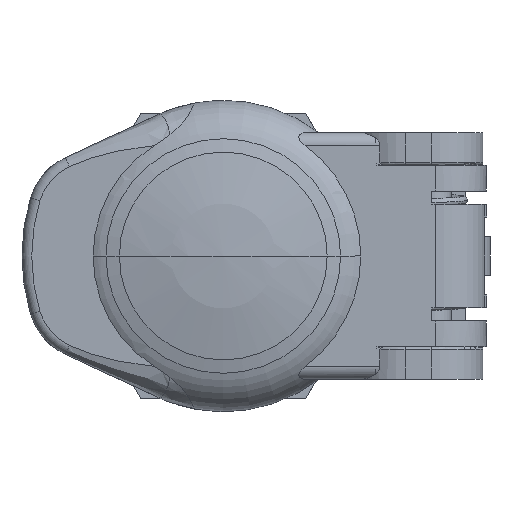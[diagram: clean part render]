
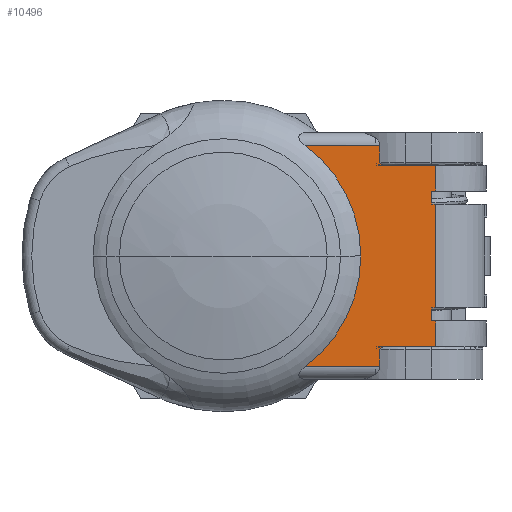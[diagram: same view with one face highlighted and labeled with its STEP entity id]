
A CAD part, front view. The second image highlights one B-rep face of the part: STEP entity #10496.
In plain terms, the highlighted planar face has unit normal (0, -1, 0).
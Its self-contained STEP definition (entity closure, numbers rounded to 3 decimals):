
#865=CARTESIAN_POINT('',(12.25,-4.,7.035));
#866=CARTESIAN_POINT('',(12.237,-4.,7.039));
#867=CARTESIAN_POINT('',(12.211,-4.,7.048));
#868=CARTESIAN_POINT('',(12.177,-4.,7.063));
#869=CARTESIAN_POINT('',(12.146,-4.,7.08));
#870=CARTESIAN_POINT('',(12.12,-4.,7.099));
#871=CARTESIAN_POINT('',(12.099,-4.,7.118));
#872=CARTESIAN_POINT('',(12.083,-4.,7.139));
#873=CARTESIAN_POINT('',(12.072,-4.,7.159));
#874=CARTESIAN_POINT('',(12.065,-4.,7.179));
#875=CARTESIAN_POINT('',(12.064,-4.,7.193));
#876=CARTESIAN_POINT('',(12.064,-4.,7.2));
#929=DIRECTION('',(-1.,0.,0.));
#930=VECTOR('',#929,0.27);
#931=CARTESIAN_POINT('',(12.52,-4.,-7.));
#932=LINE('',#931,#930);
#933=DIRECTION('',(0.,0.,-1.));
#934=VECTOR('',#933,0.035);
#935=CARTESIAN_POINT('',(12.25,-4.,-7.));
#936=LINE('',#935,#934);
#937=DIRECTION('',(-1.,0.,0.));
#938=VECTOR('',#937,5.751);
#939=CARTESIAN_POINT('',(12.064,-4.,-8.5));
#940=LINE('',#939,#938);
#941=CARTESIAN_POINT('',(0.,-4.,0.));
#942=DIRECTION('',(0.,1.,0.));
#943=DIRECTION('',(1.,0.,0.));
#944=AXIS2_PLACEMENT_3D('',#941,#942,#943);
#946=CARTESIAN_POINT('',(0.,-4.,0.));
#947=DIRECTION('',(0.,1.,0.));
#948=DIRECTION('',(0.596,0.,0.803));
#949=AXIS2_PLACEMENT_3D('',#946,#947,#948);
#951=DIRECTION('',(0.,0.,-1.));
#952=VECTOR('',#951,0.035);
#953=CARTESIAN_POINT('',(12.25,-4.,7.035));
#954=LINE('',#953,#952);
#955=DIRECTION('',(-1.,0.,0.));
#956=VECTOR('',#955,0.27);
#957=CARTESIAN_POINT('',(12.52,-4.,7.));
#958=LINE('',#957,#956);
#959=DIRECTION('',(-1.,0.,0.));
#960=VECTOR('',#959,0.3);
#961=CARTESIAN_POINT('',(16.35,-4.,5.));
#962=LINE('',#961,#960);
#963=DIRECTION('',(0.,0.,-1.));
#964=VECTOR('',#963,1.);
#965=CARTESIAN_POINT('',(16.05,-4.,5.));
#966=LINE('',#965,#964);
#967=DIRECTION('',(-1.,0.,0.));
#968=VECTOR('',#967,0.3);
#969=CARTESIAN_POINT('',(16.35,-4.,4.));
#970=LINE('',#969,#968);
#971=DIRECTION('',(-1.,0.,0.));
#972=VECTOR('',#971,0.3);
#973=CARTESIAN_POINT('',(16.35,-4.,-4.));
#974=LINE('',#973,#972);
#975=DIRECTION('',(0.,0.,1.));
#976=VECTOR('',#975,1.);
#977=CARTESIAN_POINT('',(16.05,-4.,-5.));
#978=LINE('',#977,#976);
#979=DIRECTION('',(-1.,0.,0.));
#980=VECTOR('',#979,0.3);
#981=CARTESIAN_POINT('',(16.35,-4.,-5.));
#982=LINE('',#981,#980);
#983=DIRECTION('',(1.,0.,0.));
#984=VECTOR('',#983,3.83);
#985=CARTESIAN_POINT('',(12.52,-4.,-7.));
#986=LINE('',#985,#984);
#992=DIRECTION('',(0.,0.,1.));
#993=VECTOR('',#992,2.);
#994=CARTESIAN_POINT('',(16.35,-4.,-7.));
#995=LINE('',#994,#993);
#1191=DIRECTION('',(0.,0.,1.));
#1192=VECTOR('',#1191,2.);
#1193=CARTESIAN_POINT('',(16.35,-4.,5.));
#1194=LINE('',#1193,#1192);
#1195=DIRECTION('',(1.,0.,0.));
#1196=VECTOR('',#1195,3.83);
#1197=CARTESIAN_POINT('',(12.52,-4.,7.));
#1198=LINE('',#1197,#1196);
#1221=DIRECTION('',(0.,0.,-1.));
#1222=VECTOR('',#1221,1.3);
#1223=CARTESIAN_POINT('',(12.064,-4.,8.5));
#1224=LINE('',#1223,#1222);
#1254=DIRECTION('',(-1.,0.,0.));
#1255=VECTOR('',#1254,5.751);
#1256=CARTESIAN_POINT('',(12.064,-4.,8.5));
#1257=LINE('',#1256,#1255);
#1555=DIRECTION('',(0.,0.,-1.));
#1556=VECTOR('',#1555,1.3);
#1557=CARTESIAN_POINT('',(12.064,-4.,-7.2));
#1558=LINE('',#1557,#1556);
#1588=CARTESIAN_POINT('',(12.064,-4.,-7.2));
#1589=CARTESIAN_POINT('',(12.064,-4.,-7.193));
#1590=CARTESIAN_POINT('',(12.065,-4.,-7.179));
#1591=CARTESIAN_POINT('',(12.072,-4.,-7.159));
#1592=CARTESIAN_POINT('',(12.083,-4.,-7.138));
#1593=CARTESIAN_POINT('',(12.099,-4.,-7.118));
#1594=CARTESIAN_POINT('',(12.12,-4.,-7.099));
#1595=CARTESIAN_POINT('',(12.146,-4.,-7.08));
#1596=CARTESIAN_POINT('',(12.177,-4.,-7.063));
#1597=CARTESIAN_POINT('',(12.211,-4.,-7.048));
#1598=CARTESIAN_POINT('',(12.237,-4.,-7.039));
#1599=CARTESIAN_POINT('',(12.25,-4.,-7.035));
#4764=DIRECTION('',(0.,0.,1.));
#4765=VECTOR('',#4764,8.);
#4766=CARTESIAN_POINT('',(16.35,-4.,-4.));
#4767=LINE('',#4766,#4765);
#8687=CARTESIAN_POINT('',(16.35,-4.,5.));
#8688=CARTESIAN_POINT('',(16.05,-4.,5.));
#8689=VERTEX_POINT('',#8687);
#8690=VERTEX_POINT('',#8688);
#8691=CARTESIAN_POINT('',(16.05,-4.,4.));
#8692=VERTEX_POINT('',#8691);
#8693=CARTESIAN_POINT('',(16.35,-4.,4.));
#8694=VERTEX_POINT('',#8693);
#8699=CARTESIAN_POINT('',(16.35,-4.,-5.));
#8700=CARTESIAN_POINT('',(16.05,-4.,-5.));
#8701=VERTEX_POINT('',#8699);
#8702=VERTEX_POINT('',#8700);
#8703=CARTESIAN_POINT('',(16.05,-4.,-4.));
#8704=VERTEX_POINT('',#8703);
#8705=CARTESIAN_POINT('',(16.35,-4.,-4.));
#8706=VERTEX_POINT('',#8705);
#8801=CARTESIAN_POINT('',(6.313,-4.,8.5));
#8802=CARTESIAN_POINT('',(10.588,-4.,0.));
#8803=VERTEX_POINT('',#8801);
#8804=VERTEX_POINT('',#8802);
#8814=CARTESIAN_POINT('',(6.313,-4.,-8.5));
#8815=VERTEX_POINT('',#8814);
#8827=CARTESIAN_POINT('',(12.25,-4.,-7.));
#8828=VERTEX_POINT('',#8827);
#8829=CARTESIAN_POINT('',(12.25,-4.,7.));
#8830=VERTEX_POINT('',#8829);
#8937=CARTESIAN_POINT('',(12.52,-4.,-7.));
#8938=CARTESIAN_POINT('',(16.35,-4.,-7.));
#8939=VERTEX_POINT('',#8937);
#8940=VERTEX_POINT('',#8938);
#8953=CARTESIAN_POINT('',(12.52,-4.,7.));
#8954=CARTESIAN_POINT('',(16.35,-4.,7.));
#8955=VERTEX_POINT('',#8953);
#8956=VERTEX_POINT('',#8954);
#8969=CARTESIAN_POINT('',(12.064,-4.,8.5));
#8970=CARTESIAN_POINT('',(12.064,-4.,7.2));
#8971=VERTEX_POINT('',#8969);
#8972=VERTEX_POINT('',#8970);
#8977=CARTESIAN_POINT('',(12.064,-4.,-7.2));
#8978=CARTESIAN_POINT('',(12.064,-4.,-8.5));
#8979=VERTEX_POINT('',#8977);
#8980=VERTEX_POINT('',#8978);
#9007=VERTEX_POINT('',#865);
#9014=VERTEX_POINT('',#1599);
#10446=CARTESIAN_POINT('',(6.25,-4.,0.));
#10447=DIRECTION('',(0.,-1.,0.));
#10448=DIRECTION('',(0.,0.,1.));
#10449=AXIS2_PLACEMENT_3D('',#10446,#10447,#10448);
#10450=PLANE('',#10449);
#10452=ORIENTED_EDGE('',*,*,#10451,.F.);
#10454=ORIENTED_EDGE('',*,*,#10453,.T.);
#10456=ORIENTED_EDGE('',*,*,#10455,.T.);
#10458=ORIENTED_EDGE('',*,*,#10457,.F.);
#10460=ORIENTED_EDGE('',*,*,#10459,.T.);
#10462=ORIENTED_EDGE('',*,*,#10461,.T.);
#10464=ORIENTED_EDGE('',*,*,#10463,.F.);
#10466=ORIENTED_EDGE('',*,*,#10465,.F.);
#10468=ORIENTED_EDGE('',*,*,#10467,.F.);
#10470=ORIENTED_EDGE('',*,*,#10469,.T.);
#10471=ORIENTED_EDGE('',*,*,#10428,.F.);
#10473=ORIENTED_EDGE('',*,*,#10472,.T.);
#10474=ORIENTED_EDGE('',*,*,#10409,.F.);
#10476=ORIENTED_EDGE('',*,*,#10475,.T.);
#10478=ORIENTED_EDGE('',*,*,#10477,.F.);
#10479=ORIENTED_EDGE('',*,*,#10225,.T.);
#10481=ORIENTED_EDGE('',*,*,#10480,.T.);
#10483=ORIENTED_EDGE('',*,*,#10482,.F.);
#10485=ORIENTED_EDGE('',*,*,#10484,.F.);
#10487=ORIENTED_EDGE('',*,*,#10486,.T.);
#10489=ORIENTED_EDGE('',*,*,#10488,.F.);
#10491=ORIENTED_EDGE('',*,*,#10490,.F.);
#10493=ORIENTED_EDGE('',*,*,#10492,.F.);
#10494=EDGE_LOOP('',(#10452,#10454,#10456,#10458,#10460,#10462,#10464,#10466,
#10468,#10470,#10471,#10473,#10474,#10476,#10478,#10479,#10481,#10483,#10485,
#10487,#10489,#10491,#10493));
#10495=FACE_OUTER_BOUND('',#10494,.F.);
#10496=ADVANCED_FACE('',(#10495),#10450,.T.);
#877=B_SPLINE_CURVE_WITH_KNOTS('',3,(#865,#866,#867,#868,#869,#870,#871,#872,
#873,#874,#875,#876),.UNSPECIFIED.,.F.,.F.,(4,1,1,1,1,1,1,1,1,4),(0.,
0.111,0.222,0.333,0.444,
0.556,0.667,0.778,0.889,1.),
.UNSPECIFIED.);
#945=CIRCLE('',#944,10.588);
#950=CIRCLE('',#949,10.588);
#1600=B_SPLINE_CURVE_WITH_KNOTS('',3,(#1588,#1589,#1590,#1591,#1592,#1593,#1594,
#1595,#1596,#1597,#1598,#1599),.UNSPECIFIED.,.F.,.F.,(4,1,1,1,1,1,1,1,1,4),
(0.,0.111,0.222,0.333,0.444,
0.556,0.667,0.778,0.889,1.),
.UNSPECIFIED.);
#10225=EDGE_CURVE('',#8689,#8690,#962,.T.);
#10409=EDGE_CURVE('',#8955,#8830,#958,.T.);
#10428=EDGE_CURVE('',#9007,#8972,#877,.T.);
#10451=EDGE_CURVE('',#8939,#8940,#986,.T.);
#10453=EDGE_CURVE('',#8939,#8828,#932,.T.);
#10455=EDGE_CURVE('',#8828,#9014,#936,.T.);
#10457=EDGE_CURVE('',#8979,#9014,#1600,.T.);
#10459=EDGE_CURVE('',#8979,#8980,#1558,.T.);
#10461=EDGE_CURVE('',#8980,#8815,#940,.T.);
#10463=EDGE_CURVE('',#8804,#8815,#945,.T.);
#10465=EDGE_CURVE('',#8803,#8804,#950,.T.);
#10467=EDGE_CURVE('',#8971,#8803,#1257,.T.);
#10469=EDGE_CURVE('',#8971,#8972,#1224,.T.);
#10472=EDGE_CURVE('',#9007,#8830,#954,.T.);
#10475=EDGE_CURVE('',#8955,#8956,#1198,.T.);
#10477=EDGE_CURVE('',#8689,#8956,#1194,.T.);
#10480=EDGE_CURVE('',#8690,#8692,#966,.T.);
#10482=EDGE_CURVE('',#8694,#8692,#970,.T.);
#10484=EDGE_CURVE('',#8706,#8694,#4767,.T.);
#10486=EDGE_CURVE('',#8706,#8704,#974,.T.);
#10488=EDGE_CURVE('',#8702,#8704,#978,.T.);
#10490=EDGE_CURVE('',#8701,#8702,#982,.T.);
#10492=EDGE_CURVE('',#8940,#8701,#995,.T.);
